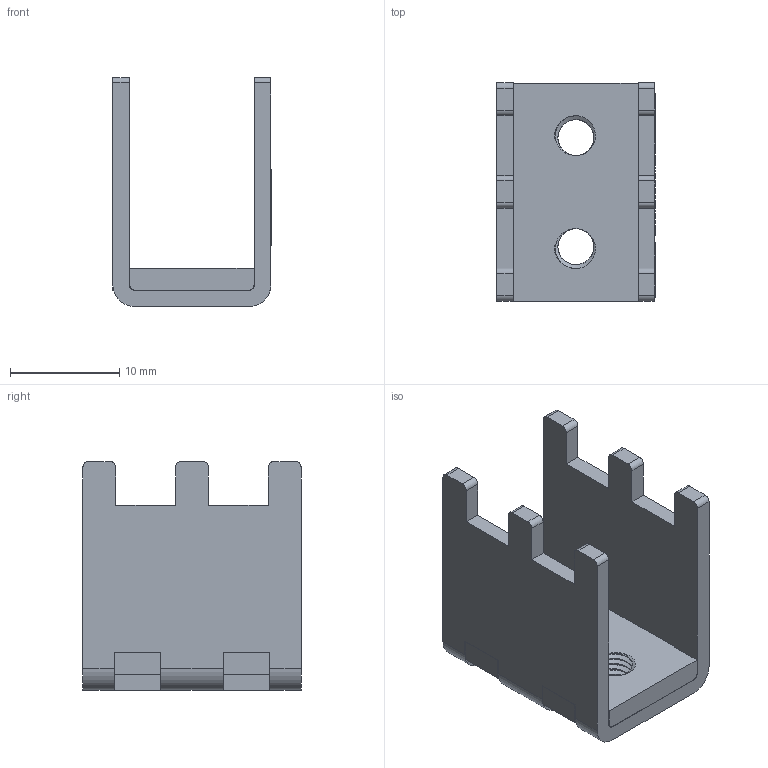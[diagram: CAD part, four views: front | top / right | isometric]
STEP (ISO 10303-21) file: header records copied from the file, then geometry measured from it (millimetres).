
FILE_DESCRIPTION((''),'2;1');
FILE_NAME('MFA06445_ASM','2023-06-05T13:32:09',('Administrator'),(''),'CREO PARAMETRIC BY PTC INC, 2021023','CREO PARAMETRIC BY PTC INC, 2021023','');
FILE_SCHEMA(('AUTOMOTIVE_DESIGN { 1 0 10303 214 1 1 1 1 }'));
Length unit declared in the file: millimetre
Products named in the file (3): 00; MFA06445_ASM
Assembly tree (2 placements, depth 2):
  MFA06445_ASM
    00
    00
Bounding box: 14.52 x 20 x 21 mm (x, y, z)
Volume: 1774.2 mm3; surface area: 2905.9 mm2
Topology: 2 solids, 2 shells, 592 faces, 1677 edges, 1110 vertices
Faces by surface type: plane 512, cylinder 62, bspline 18
Entity records: 26535 total; most frequent: CARTESIAN_POINT 5865, ORIENTED_EDGE 3354, DIRECTION 2839, PRESENTATION_STYLE_ASSIGNMENT 1696, STYLED_ITEM 1680, CURVE_STYLE 1677, EDGE_CURVE 1677, VECTOR 1517
